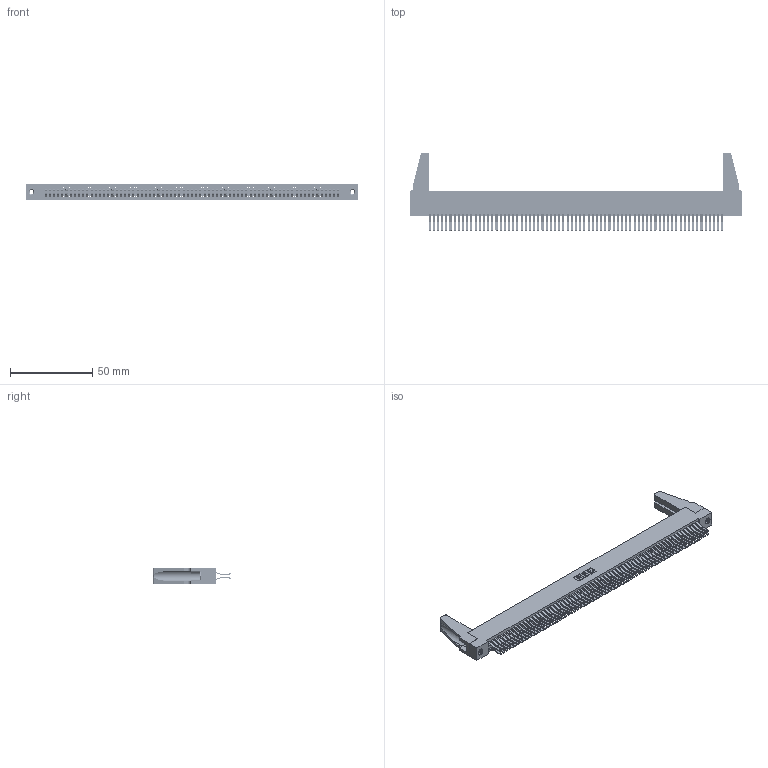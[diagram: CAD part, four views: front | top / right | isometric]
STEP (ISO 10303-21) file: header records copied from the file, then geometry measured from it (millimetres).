
FILE_DESCRIPTION (( 'STEP AP203' ), '1' );
FILE_NAME ('395-142-560-288.STEP', '2019-10-30T13:15:09', ( '' ), ( '' ), 'SwSTEP 2.0', 'SolidWorks 2016', '' );
FILE_SCHEMA (( 'CONFIG_CONTROL_DESIGN' ));
Length unit declared in the file: inch
Products named in the file (5): 395-142-560-288; 345 Part_Flush Mounting Lugs - 0.156 Dia-TH; 345-292-001_560 Tail; 345-250-001_345-250-001-102; 345-220-078_345-220-088
Assembly tree (147 placements, depth 2):
  395-142-560-288
    345 Part_Flush Mounting Lugs - 0.156 Dia-TH
    345-292-001_560 Tail  x142
    345-250-001_345-250-001-102  x2
    345-220-078_345-220-088  x2
Bounding box: 201.57 x 47.31 x 9.4 mm (x, y, z)
Volume: 24033.5 mm3; surface area: 36795.5 mm2
Topology: 147 solids, 147 shells, 7634 faces, 22665 edges, 14910 vertices
Faces by surface type: plane 4838, cylinder 2780, cone 12, torus 4
Entity records: 54040 total; most frequent: CARTESIAN_POINT 9026, ORIENTED_EDGE 8920, DIRECTION 7932, EDGE_CURVE 4460, VECTOR 3998, LINE 3998, VERTEX_POINT 2966, AXIS2_PLACEMENT_3D 1967
